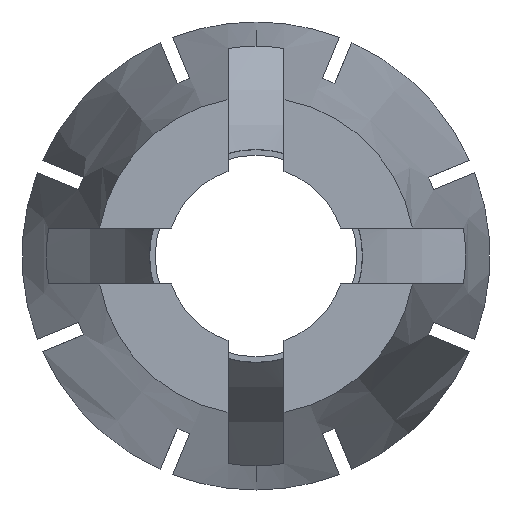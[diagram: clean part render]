
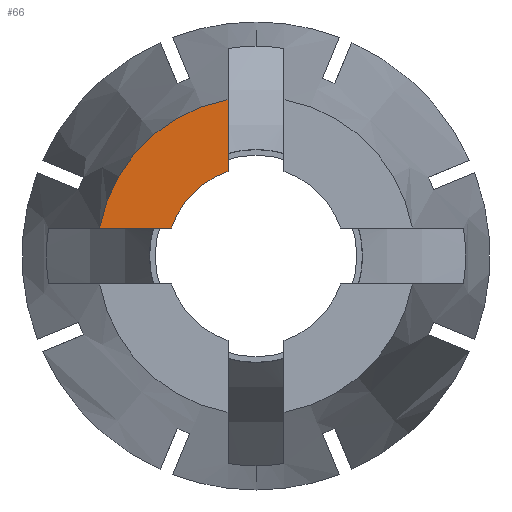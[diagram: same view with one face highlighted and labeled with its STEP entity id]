
A CAD part, left-side view. The second image highlights one B-rep face of the part: STEP entity #66.
In plain terms, the highlighted planar face has unit normal (-1, 0, 0).
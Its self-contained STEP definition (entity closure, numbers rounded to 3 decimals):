
#54 = LINE ( 'NONE', #3625, #3415 ) ;
#66 = ADVANCED_FACE ( 'NONE', ( #1378 ), #2201, .T. ) ;
#82 = CIRCLE ( 'NONE', #2729, 3.975 ) ;
#379 = VERTEX_POINT ( 'NONE', #1044 ) ;
#447 = CARTESIAN_POINT ( 'NONE',  ( -31.5, 0., 0. ) ) ;
#566 = VERTEX_POINT ( 'NONE', #1000 ) ;
#778 = DIRECTION ( 'NONE',  ( 0., 0., -1. ) ) ;
#976 = ORIENTED_EDGE ( 'NONE', *, *, #2072, .T. ) ;
#1000 = CARTESIAN_POINT ( 'NONE',  ( -31.5, 3.773, 1.25 ) ) ;
#1044 = CARTESIAN_POINT ( 'NONE',  ( -31.5, 6.98, 1.25 ) ) ;
#1109 = EDGE_CURVE ( 'NONE', #379, #1933, #3560, .T. ) ;
#1280 = EDGE_LOOP ( 'NONE', ( #976, #3408, #1850, #1755 ) ) ;
#1360 = CARTESIAN_POINT ( 'NONE',  ( -31.5, 1.25, 3.773 ) ) ;
#1378 = FACE_OUTER_BOUND ( 'NONE', #1280, .T. ) ;
#1540 = CARTESIAN_POINT ( 'NONE',  ( -31.5, -7.091, 0. ) ) ;
#1590 = CARTESIAN_POINT ( 'NONE',  ( -31.5, -7.091, 1.25 ) ) ;
#1730 = DIRECTION ( 'NONE',  ( 0., 0., 1. ) ) ;
#1755 = ORIENTED_EDGE ( 'NONE', *, *, #3016, .F. ) ;
#1850 = ORIENTED_EDGE ( 'NONE', *, *, #1109, .F. ) ;
#1933 = VERTEX_POINT ( 'NONE', #2668 ) ;
#1967 = VECTOR ( 'NONE', #2537, 1000. ) ;
#2072 = EDGE_CURVE ( 'NONE', #566, #2781, #82, .T. ) ;
#2201 = PLANE ( 'NONE',  #2831 ) ;
#2246 = DIRECTION ( 'NONE',  ( -1., 0., 0. ) ) ;
#2491 = DIRECTION ( 'NONE',  ( 0., 0., 1. ) ) ;
#2537 = DIRECTION ( 'NONE',  ( 0., 1., 0. ) ) ;
#2668 = CARTESIAN_POINT ( 'NONE',  ( -31.5, 1.25, 6.98 ) ) ;
#2669 = DIRECTION ( 'NONE',  ( 1., 0., 0. ) ) ;
#2698 = CARTESIAN_POINT ( 'NONE',  ( -31.5, 0., 0. ) ) ;
#2713 = DIRECTION ( 'NONE',  ( 1., 0., 0. ) ) ;
#2729 = AXIS2_PLACEMENT_3D ( 'NONE', #447, #2669, #778 ) ;
#2781 = VERTEX_POINT ( 'NONE', #1360 ) ;
#2817 = LINE ( 'NONE', #1590, #1967 ) ;
#2831 = AXIS2_PLACEMENT_3D ( 'NONE', #1540, #2246, #2491 ) ;
#2860 = EDGE_CURVE ( 'NONE', #2781, #1933, #54, .T. ) ;
#2989 = DIRECTION ( 'NONE',  ( 0., 0., -1. ) ) ;
#3016 = EDGE_CURVE ( 'NONE', #566, #379, #2817, .T. ) ;
#3408 = ORIENTED_EDGE ( 'NONE', *, *, #2860, .T. ) ;
#3415 = VECTOR ( 'NONE', #1730, 1000. ) ;
#3560 = CIRCLE ( 'NONE', #3689, 7.091 ) ;
#3625 = CARTESIAN_POINT ( 'NONE',  ( -31.5, 1.25, 0. ) ) ;
#3689 = AXIS2_PLACEMENT_3D ( 'NONE', #2698, #2713, #2989 ) ;
